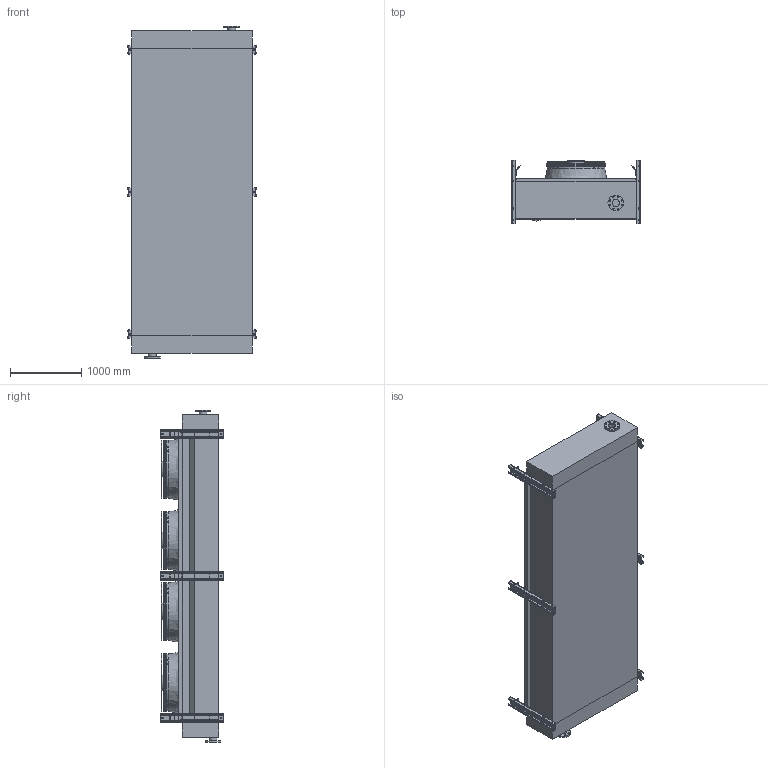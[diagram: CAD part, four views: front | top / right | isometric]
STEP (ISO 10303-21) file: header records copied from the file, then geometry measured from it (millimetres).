
FILE_DESCRIPTION (( 'STEP AP203' ), '1' );
FILE_NAME ('BOM_04C_V_OS.STEP', '2017-03-30T07:20:05', ( 'Alfa Laval' ), ( 'Alfa Laval' ), 'SwSTEP 2.0', 'SolidWorks 2016', '' );
FILE_SCHEMA (( 'CONFIG_CONTROL_DESIGN' ));
Length unit declared in the file: millimetre
Products named in the file (4): BO_HV_LIGHT_BOCF_42T_C_4M_OS; BOFE_HV_LIGHT_BOM4C; BOFA_LIGHT_�800; BOM_04C_V_OS
Assembly tree (6 placements, depth 2):
  BOM_04C_V_OS
    BO_HV_LIGHT_BOCF_42T_C_4M_OS
    BOFE_HV_LIGHT_BOM4C
    BOFA_LIGHT_�800  x4
Bounding box: 1806 x 893 x 4670 mm (x, y, z)
Volume: 4583654873.2 mm3; surface area: 36337966.2 mm2
Topology: 85 solids, 89 shells, 1202 faces, 2954 edges, 1958 vertices
Faces by surface type: plane 558, cylinder 404, torus 212, cone 24, bspline 4
Full cylindrical faces by diameter (mm): 14 x36, 18 x16, 20 x12, 28 x18, 103 x2, 108 x2, 220 x2, 228 x4, 236 x4, 262.56 x4, 276 x4, 308 x4, 328 x4, 405 x4, 425 x4, 502 x4, 522 x4, 599 x4, 619 x4, 696 x4, 716 x4, 793 x4, 812 x4
Entity records: 23363 total; most frequent: CARTESIAN_POINT 6458, DIRECTION 3477, ORIENTED_EDGE 3138, EDGE_CURVE 1569, AXIS2_PLACEMENT_3D 1298, VERTEX_POINT 1101, EDGE_LOOP 1002, VECTOR 881
